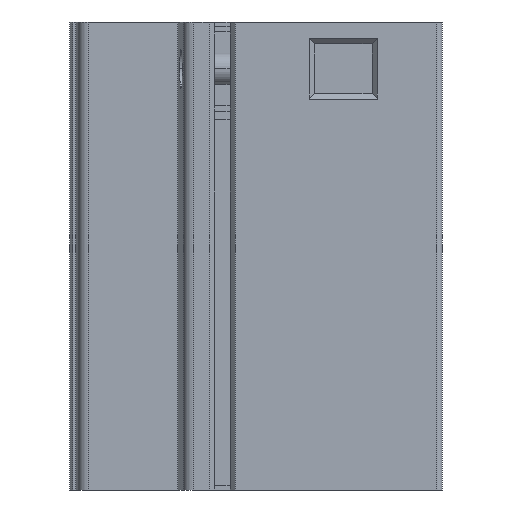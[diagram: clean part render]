
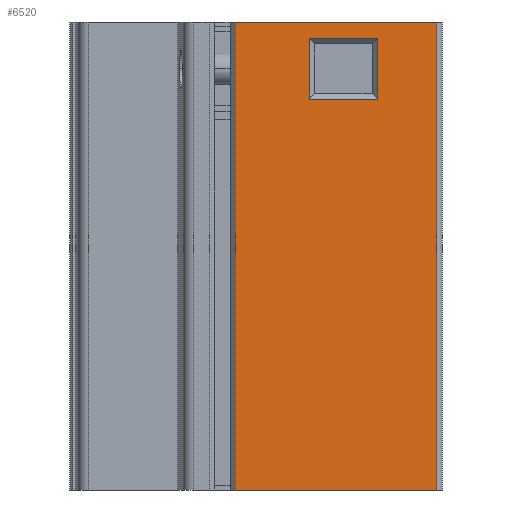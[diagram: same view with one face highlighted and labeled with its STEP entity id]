
A CAD part, front view. The second image highlights one B-rep face of the part: STEP entity #6520.
In plain terms, the highlighted planar face has unit normal (0, -1, 0).
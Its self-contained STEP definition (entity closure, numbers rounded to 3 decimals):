
#65=DIRECTION('',(0.,0.,-1.));
#66=VECTOR('',#65,89.);
#67=CARTESIAN_POINT('',(-32.5,-42.5,80.1));
#68=LINE('',#67,#66);
#353=DIRECTION('',(1.,0.,0.));
#354=VECTOR('',#353,38.3);
#355=CARTESIAN_POINT('',(-32.5,-42.5,80.1));
#356=LINE('',#355,#354);
#373=DIRECTION('',(1.,0.,0.));
#374=VECTOR('',#373,13.);
#375=CARTESIAN_POINT('',(-18.5,-42.5,76.95));
#376=LINE('',#375,#374);
#377=DIRECTION('',(0.,0.,1.));
#378=VECTOR('',#377,11.5);
#379=CARTESIAN_POINT('',(-18.5,-42.5,65.45));
#380=LINE('',#379,#378);
#381=DIRECTION('',(-1.,0.,0.));
#382=VECTOR('',#381,13.);
#383=CARTESIAN_POINT('',(-5.5,-42.5,65.45));
#384=LINE('',#383,#382);
#385=DIRECTION('',(0.,0.,-1.));
#386=VECTOR('',#385,11.5);
#387=CARTESIAN_POINT('',(-5.5,-42.5,76.95));
#388=LINE('',#387,#386);
#5075=DIRECTION('',(0.,0.,1.));
#5076=VECTOR('',#5075,89.);
#5077=CARTESIAN_POINT('',(5.8,-42.5,-8.9));
#5078=LINE('',#5077,#5076);
#5087=DIRECTION('',(1.,0.,0.));
#5088=VECTOR('',#5087,38.3);
#5089=CARTESIAN_POINT('',(-32.5,-42.5,-8.9));
#5090=LINE('',#5089,#5088);
#5265=CARTESIAN_POINT('',(5.8,-42.5,-8.9));
#5267=VERTEX_POINT('',#5265);
#5413=CARTESIAN_POINT('',(-32.5,-42.5,-8.9));
#5414=VERTEX_POINT('',#5413);
#5487=CARTESIAN_POINT('',(5.8,-42.5,80.1));
#5489=VERTEX_POINT('',#5487);
#5711=CARTESIAN_POINT('',(-18.5,-42.5,76.95));
#5712=CARTESIAN_POINT('',(-5.5,-42.5,76.95));
#5713=VERTEX_POINT('',#5711);
#5714=VERTEX_POINT('',#5712);
#5719=CARTESIAN_POINT('',(-5.5,-42.5,65.45));
#5720=VERTEX_POINT('',#5719);
#5725=CARTESIAN_POINT('',(-18.5,-42.5,65.45));
#5726=VERTEX_POINT('',#5725);
#5755=CARTESIAN_POINT('',(-32.5,-42.5,80.1));
#5757=VERTEX_POINT('',#5755);
#6497=CARTESIAN_POINT('',(-40.41,-42.5,-8.9));
#6498=DIRECTION('',(0.,-1.,0.));
#6499=DIRECTION('',(1.,0.,0.));
#6500=AXIS2_PLACEMENT_3D('',#6497,#6498,#6499);
#6501=PLANE('',#6500);
#6502=ORIENTED_EDGE('',*,*,#6176,.F.);
#6503=ORIENTED_EDGE('',*,*,#6472,.T.);
#6505=ORIENTED_EDGE('',*,*,#6504,.F.);
#6507=ORIENTED_EDGE('',*,*,#6506,.F.);
#6508=EDGE_LOOP('',(#6502,#6503,#6505,#6507));
#6509=FACE_OUTER_BOUND('',#6508,.F.);
#6511=ORIENTED_EDGE('',*,*,#6510,.F.);
#6513=ORIENTED_EDGE('',*,*,#6512,.F.);
#6515=ORIENTED_EDGE('',*,*,#6514,.F.);
#6517=ORIENTED_EDGE('',*,*,#6516,.F.);
#6518=EDGE_LOOP('',(#6511,#6513,#6515,#6517));
#6519=FACE_BOUND('',#6518,.F.);
#6520=ADVANCED_FACE('',(#6509,#6519),#6501,.T.);
#6176=EDGE_CURVE('',#5757,#5414,#68,.T.);
#6472=EDGE_CURVE('',#5757,#5489,#356,.T.);
#6504=EDGE_CURVE('',#5267,#5489,#5078,.T.);
#6506=EDGE_CURVE('',#5414,#5267,#5090,.T.);
#6510=EDGE_CURVE('',#5713,#5714,#376,.T.);
#6512=EDGE_CURVE('',#5726,#5713,#380,.T.);
#6514=EDGE_CURVE('',#5720,#5726,#384,.T.);
#6516=EDGE_CURVE('',#5714,#5720,#388,.T.);
